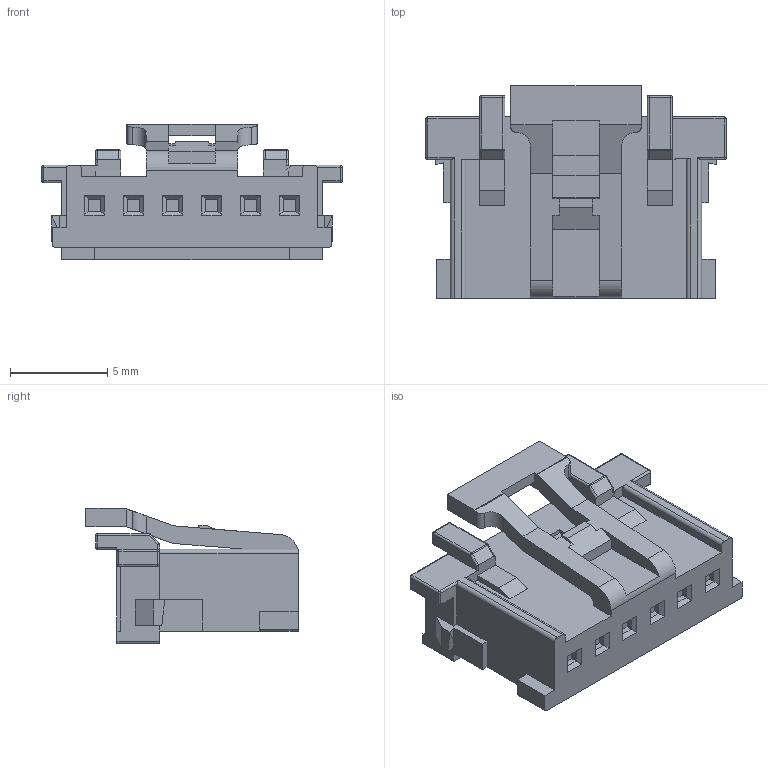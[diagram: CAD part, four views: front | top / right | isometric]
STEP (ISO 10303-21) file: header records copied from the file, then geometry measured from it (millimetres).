
FILE_DESCRIPTION((''),'2;1');
FILE_NAME('513820600','2017-04-25T',('ksrinivasara'),(''),'PRO/ENGINEER BY PARAMETRIC TECHNOLOGY CORPORATION, 2012310','PRO/ENGINEER BY PARAMETRIC TECHNOLOGY CORPORATION, 2012310','');
FILE_SCHEMA(('CONFIG_CONTROL_DESIGN'));
Length unit declared in the file: millimetre
Products named in the file (1): 513820600
Bounding box: 15.4 x 10.9 x 6.95 mm (x, y, z)
Volume: 483.2 mm3; surface area: 677.2 mm2
Topology: 1 solids, 1 shells, 346 faces, 916 edges, 590 vertices
Faces by surface type: plane 270, cylinder 56, sphere 20
Entity records: 10603 total; most frequent: CARTESIAN_POINT 1995, ORIENTED_EDGE 1818, DIRECTION 1680, EDGE_CURVE 909, VECTOR 802, LINE 802, VERTEX_POINT 576, AXIS2_PLACEMENT_3D 439
